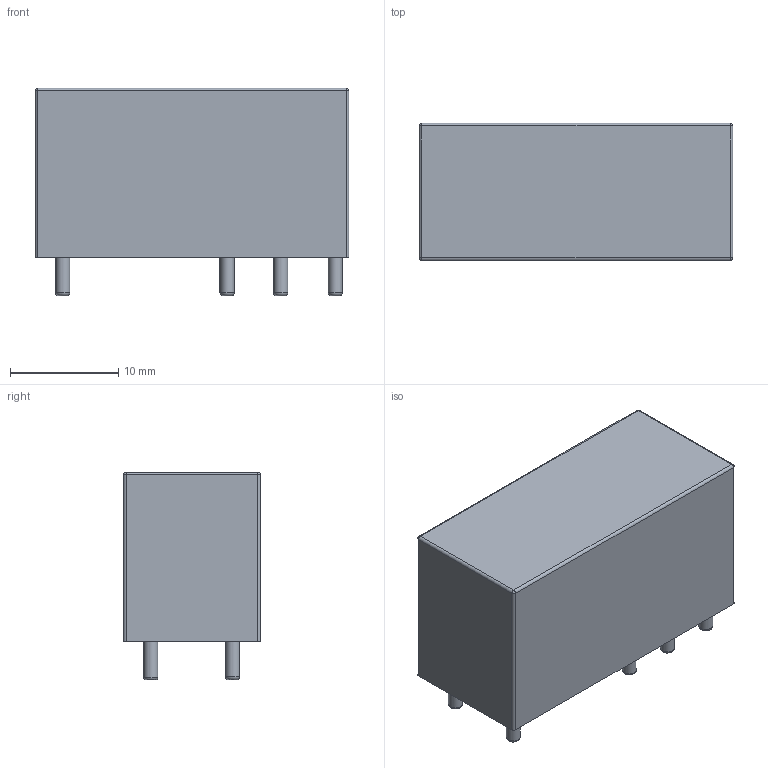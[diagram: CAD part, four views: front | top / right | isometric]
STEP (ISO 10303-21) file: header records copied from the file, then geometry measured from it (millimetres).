
FILE_DESCRIPTION(/* description */ ('model of Relay_DPDT_Hongfa_HF115F-2Z-x4'),/* implementation_level */ '2;1');
FILE_NAME(/* name */ 'Relay_DPDT_Hongfa_HF115F-2Z-x4.step',/* time_stamp */ '2024-05-02T22:33:34',/* author */ ('KiCAD','kicad'),/* organization */ ('OCCT'),/* preprocessor_version */ '',/* originating_system */ 'KiCAD',/* authorisation */ '');
FILE_SCHEMA(('AUTOMOTIVE_DESIGN { 1 0 10303 214 1 1 1 1 }'));
Length unit declared in the file: millimetre
Products named in the file (1): Relay_DPDT_Hongfa_HF115F-2Z-x4
Bounding box: 29 x 12.7 x 19.2 mm (x, y, z)
Volume: 5817.1 mm3; surface area: 2140.8 mm2
Topology: 1 solids, 1 shells, 42 faces, 80 edges, 44 vertices
Faces by surface type: cylinder 16, plane 14, torus 8, sphere 4
Full cylindrical faces by diameter (mm): 1.3 x8
Entity records: 1491 total; most frequent: DIRECTION 210, CARTESIAN_POINT 163, ORIENTED_EDGE 152, AXIS2_PLACEMENT_3D 91, EDGE_CURVE 76, FACE_BOUND 50, EDGE_LOOP 50, PRESENTATION_STYLE_ASSIGNMENT 50
